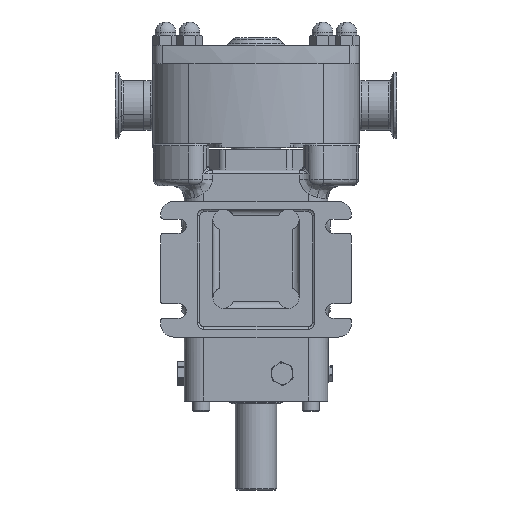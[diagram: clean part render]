
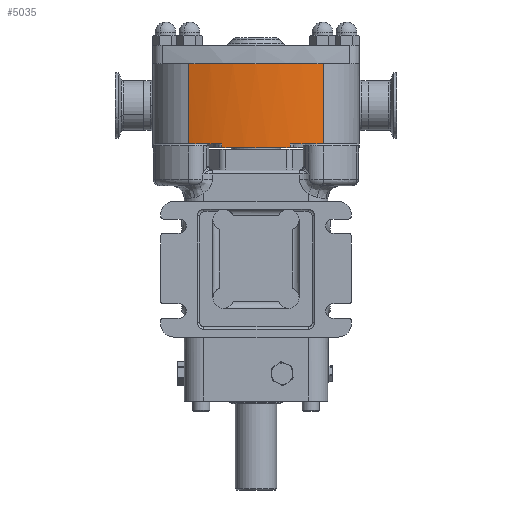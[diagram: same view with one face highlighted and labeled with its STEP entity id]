
A CAD part, front view. The second image highlights one B-rep face of the part: STEP entity #5035.
In plain terms, the highlighted cylindrical face has radius 160 mm (diameter 320 mm), a partial arc.
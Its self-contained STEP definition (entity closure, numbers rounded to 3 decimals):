
#148 = CIRCLE ( 'NONE', #4569, 160. ) ;
#860 = ORIENTED_EDGE ( 'NONE', *, *, #15235, .T. ) ;
#1988 = CARTESIAN_POINT ( 'NONE',  ( 0., -110., 32. ) ) ;
#2234 = ORIENTED_EDGE ( 'NONE', *, *, #11511, .F. ) ;
#2380 = DIRECTION ( 'NONE',  ( -1., 0., 0. ) ) ;
#2499 = CARTESIAN_POINT ( 'NONE',  ( 48.406, -102.502, -29.5 ) ) ;
#3358 = LINE ( 'NONE', #12695, #11245 ) ;
#3568 = DIRECTION ( 'NONE',  ( 1., 0., 0. ) ) ;
#4056 = CIRCLE ( 'NONE', #28657, 160. ) ;
#4487 = VECTOR ( 'NONE', #14351, 1000. ) ;
#4569 = AXIS2_PLACEMENT_3D ( 'NONE', #18277, #18427, #22756 ) ;
#4739 = ORIENTED_EDGE ( 'NONE', *, *, #25973, .F. ) ;
#4957 = DIRECTION ( 'NONE',  ( -1., 0., 0. ) ) ;
#5035 = ADVANCED_FACE ( 'NONE', ( #12597 ), #20177, .T. ) ;
#5292 = CARTESIAN_POINT ( 'NONE',  ( -52., -101.314, -103.429 ) ) ;
#5324 = ORIENTED_EDGE ( 'NONE', *, *, #29151, .F. ) ;
#5763 = CIRCLE ( 'NONE', #13614, 160. ) ;
#5993 = ORIENTED_EDGE ( 'NONE', *, *, #29557, .F. ) ;
#6061 = CIRCLE ( 'NONE', #16378, 160. ) ;
#6183 = CARTESIAN_POINT ( 'NONE',  ( 0., 50., -103.429 ) ) ;
#6458 = VERTEX_POINT ( 'NONE', #16562 ) ;
#6705 = CARTESIAN_POINT ( 'NONE',  ( 0., 50., -29.5 ) ) ;
#6727 = EDGE_CURVE ( 'NONE', #17076, #9063, #5763, .T. ) ;
#6994 = CARTESIAN_POINT ( 'NONE',  ( 0., 50., -29.5 ) ) ;
#7262 = DIRECTION ( 'NONE',  ( 0., 0., -1. ) ) ;
#7350 = CARTESIAN_POINT ( 'NONE',  ( 0., 50., -29.5 ) ) ;
#7673 = DIRECTION ( 'NONE',  ( 0., 0., 1. ) ) ;
#8683 = ORIENTED_EDGE ( 'NONE', *, *, #6727, .F. ) ;
#9063 = VERTEX_POINT ( 'NONE', #2499 ) ;
#9876 = ORIENTED_EDGE ( 'NONE', *, *, #29321, .T. ) ;
#10208 = CIRCLE ( 'NONE', #25504, 160. ) ;
#11245 = VECTOR ( 'NONE', #7673, 1000. ) ;
#11511 = EDGE_CURVE ( 'NONE', #22980, #12630, #22236, .T. ) ;
#12085 = DIRECTION ( 'NONE',  ( 0., 0., 1. ) ) ;
#12597 = FACE_OUTER_BOUND ( 'NONE', #19956, .T. ) ;
#12630 = VERTEX_POINT ( 'NONE', #20958 ) ;
#12695 = CARTESIAN_POINT ( 'NONE',  ( 26.143, -107.85, -103.429 ) ) ;
#13486 = ORIENTED_EDGE ( 'NONE', *, *, #13919, .F. ) ;
#13614 = AXIS2_PLACEMENT_3D ( 'NONE', #6705, #18227, #16069 ) ;
#13734 = DIRECTION ( 'NONE',  ( 0., 0., 1. ) ) ;
#13919 = EDGE_CURVE ( 'NONE', #19768, #17668, #21603, .T. ) ;
#14175 = AXIS2_PLACEMENT_3D ( 'NONE', #19403, #7262, #4957 ) ;
#14266 = CARTESIAN_POINT ( 'NONE',  ( 52., -101.314, -29.5 ) ) ;
#14276 = DIRECTION ( 'NONE',  ( 1., 0., 0. ) ) ;
#14351 = DIRECTION ( 'NONE',  ( 0., 0., 1. ) ) ;
#14377 = VERTEX_POINT ( 'NONE', #21769 ) ;
#14571 = VECTOR ( 'NONE', #30201, 1000. ) ;
#14706 = DIRECTION ( 'NONE',  ( -1., 0., 0. ) ) ;
#14865 = CARTESIAN_POINT ( 'NONE',  ( 0., 50., 32. ) ) ;
#15235 = EDGE_CURVE ( 'NONE', #16633, #20326, #3358, .T. ) ;
#15548 = DIRECTION ( 'NONE',  ( 0., 0., 1. ) ) ;
#16069 = DIRECTION ( 'NONE',  ( 1., 0., 0. ) ) ;
#16378 = AXIS2_PLACEMENT_3D ( 'NONE', #26015, #24010, #14276 ) ;
#16562 = CARTESIAN_POINT ( 'NONE',  ( -48.406, -102.502, -29.5 ) ) ;
#16633 = VERTEX_POINT ( 'NONE', #30215 ) ;
#17076 = VERTEX_POINT ( 'NONE', #14266 ) ;
#17367 = AXIS2_PLACEMENT_3D ( 'NONE', #6183, #15548, #3568 ) ;
#17668 = VERTEX_POINT ( 'NONE', #21269 ) ;
#17757 = ORIENTED_EDGE ( 'NONE', *, *, #25580, .T. ) ;
#18227 = DIRECTION ( 'NONE',  ( 0., 0., -1. ) ) ;
#18277 = CARTESIAN_POINT ( 'NONE',  ( 0., 50., 32. ) ) ;
#18360 = LINE ( 'NONE', #27776, #23743 ) ;
#18427 = DIRECTION ( 'NONE',  ( 0., 0., 1. ) ) ;
#19330 = ORIENTED_EDGE ( 'NONE', *, *, #27756, .T. ) ;
#19403 = CARTESIAN_POINT ( 'NONE',  ( 0., 50., -32.5 ) ) ;
#19499 = DIRECTION ( 'NONE',  ( 1., 0., 0. ) ) ;
#19550 = CARTESIAN_POINT ( 'NONE',  ( -26.143, -107.85, -29.5 ) ) ;
#19768 = VERTEX_POINT ( 'NONE', #30179 ) ;
#19956 = EDGE_LOOP ( 'NONE', ( #9876, #17757, #27833, #4739, #860, #5993, #8683, #19330, #2234, #5324, #13486 ) ) ;
#20106 = CIRCLE ( 'NONE', #14175, 160. ) ;
#20177 = CYLINDRICAL_SURFACE ( 'NONE', #17367, 160. ) ;
#20326 = VERTEX_POINT ( 'NONE', #23579 ) ;
#20958 = CARTESIAN_POINT ( 'NONE',  ( 52., -101.314, 32. ) ) ;
#21269 = CARTESIAN_POINT ( 'NONE',  ( -52., -101.314, 32. ) ) ;
#21603 = LINE ( 'NONE', #5292, #4487 ) ;
#21769 = CARTESIAN_POINT ( 'NONE',  ( -26.143, -107.85, -32.5 ) ) ;
#21974 = EDGE_CURVE ( 'NONE', #24331, #14377, #22957, .T. ) ;
#22236 = CIRCLE ( 'NONE', #30123, 160. ) ;
#22756 = DIRECTION ( 'NONE',  ( 1., 0., 0. ) ) ;
#22957 = LINE ( 'NONE', #30045, #14571 ) ;
#22980 = VERTEX_POINT ( 'NONE', #1988 ) ;
#23579 = CARTESIAN_POINT ( 'NONE',  ( 26.143, -107.85, -29.5 ) ) ;
#23743 = VECTOR ( 'NONE', #25312, 1000. ) ;
#24010 = DIRECTION ( 'NONE',  ( 0., 0., -1. ) ) ;
#24331 = VERTEX_POINT ( 'NONE', #19550 ) ;
#25312 = DIRECTION ( 'NONE',  ( 0., 0., 1. ) ) ;
#25504 = AXIS2_PLACEMENT_3D ( 'NONE', #6994, #13734, #2380 ) ;
#25580 = EDGE_CURVE ( 'NONE', #6458, #24331, #10208, .T. ) ;
#25837 = DIRECTION ( 'NONE',  ( 0., 0., 1. ) ) ;
#25973 = EDGE_CURVE ( 'NONE', #16633, #14377, #20106, .T. ) ;
#26015 = CARTESIAN_POINT ( 'NONE',  ( 0., 50., -29.5 ) ) ;
#27756 = EDGE_CURVE ( 'NONE', #17076, #12630, #18360, .T. ) ;
#27776 = CARTESIAN_POINT ( 'NONE',  ( 52., -101.314, -103.429 ) ) ;
#27833 = ORIENTED_EDGE ( 'NONE', *, *, #21974, .T. ) ;
#28657 = AXIS2_PLACEMENT_3D ( 'NONE', #7350, #25837, #14706 ) ;
#29151 = EDGE_CURVE ( 'NONE', #17668, #22980, #148, .T. ) ;
#29321 = EDGE_CURVE ( 'NONE', #19768, #6458, #4056, .T. ) ;
#29557 = EDGE_CURVE ( 'NONE', #9063, #20326, #6061, .T. ) ;
#30045 = CARTESIAN_POINT ( 'NONE',  ( -26.143, -107.85, -103.429 ) ) ;
#30123 = AXIS2_PLACEMENT_3D ( 'NONE', #14865, #12085, #19499 ) ;
#30179 = CARTESIAN_POINT ( 'NONE',  ( -52., -101.314, -29.5 ) ) ;
#30201 = DIRECTION ( 'NONE',  ( 0., 0., -1. ) ) ;
#30215 = CARTESIAN_POINT ( 'NONE',  ( 26.143, -107.85, -32.5 ) ) ;
